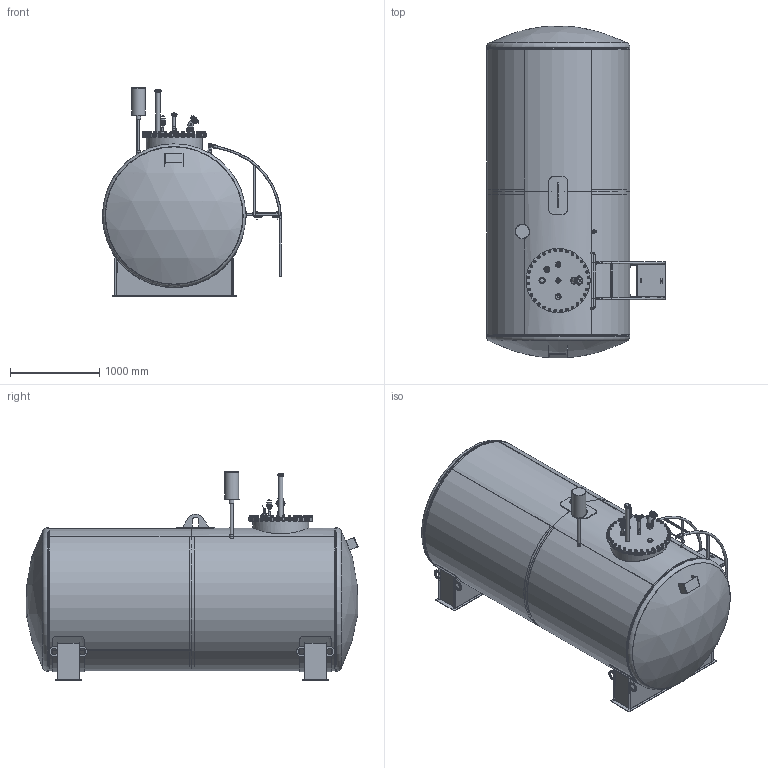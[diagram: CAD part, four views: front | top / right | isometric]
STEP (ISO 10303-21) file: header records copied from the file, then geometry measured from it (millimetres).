
FILE_DESCRIPTION(/* description */ (''),/* implementation_level */ '2;1');
FILE_NAME(/* name */ 'dh3c_cad-100210_202208.stp',/* time_stamp */ '2022-09-05T12:56:14+02:00',/* author */ ('mh'),/* organization */ (''),/* preprocessor_version */ 'ST-DEVELOPER v18.1',/* originating_system */ 'Autodesk Inventor 2022',/* authorisation */ '');
FILE_SCHEMA (('AUTOMOTIVE_DESIGN { 1 0 10303 214 3 1 1 }'));
Length unit declared in the file: millimetre
Products named in the file (1): Bauteil4
Bounding box: 2006 x 3720.72 x 2333 mm (x, y, z)
Volume: 76229.3 mm3; surface area: 90990845 mm2
Topology: 4 solids, 192 shells, 4589 faces, 11248 edges, 7287 vertices
Faces by surface type: plane 2465, cylinder 1073, cone 555, bspline 333, torus 115, sphere 48
Full cylindrical faces by diameter (mm): 0.9 x30, 1.5 x1, 2.817 x2, 4 x5, 4.2 x2, 4.5 x1, 4.917 x2, 4.918 x1, 5 x51, 5.449 x3, 6 x6, 6.2 x1, 6.5 x4, 6.999 x1, 7 x2, 7.5 x3, 8 x9, 8.1 x3, 8.49 x1, 8.5 x1, 8.51 x1, 8.7 x2, 8.88 x2, 9 x1, 9.3 x1, 10 x6, 10.16 x1, 11 x1, 12 x2, 12.5 x1
Entity records: 165052 total; most frequent: CARTESIAN_POINT 54149, ORIENTED_EDGE 22476, DIRECTION 20932, EDGE_CURVE 11238, AXIS2_PLACEMENT_3D 7396, VERTEX_POINT 7274, LINE 6140, VECTOR 6140
